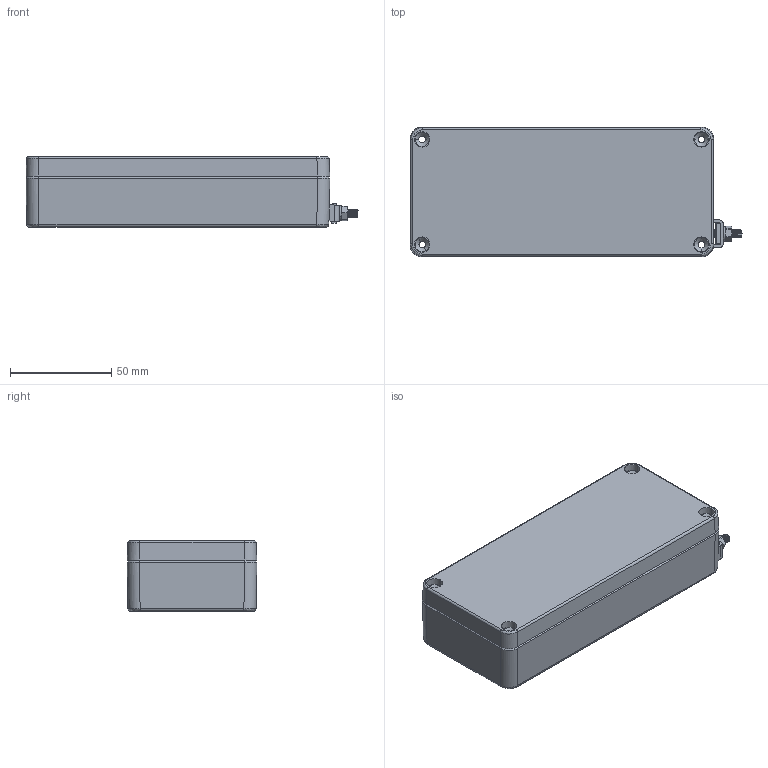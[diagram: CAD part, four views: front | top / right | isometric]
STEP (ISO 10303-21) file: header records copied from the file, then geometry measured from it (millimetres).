
FILE_DESCRIPTION(('FreeCAD Model'),'2;1');
FILE_NAME('GBAEX001506434.step', '2026-03-27T11:41:22',('Author'),(''), 'Open CASCADE STEP processor 7.3','FreeCAD','Unknown');
FILE_SCHEMA(('AUTOMOTIVE_DESIGN { 1 0 10303 214 1 1 1 1 }'));
Length unit declared in the file: millimetre
Products named in the file (4): GBAEX001506434; ALU_BASE_1506434; ALU_LID_1506434; M4_SINGLE_EARTHING
Assembly tree (3 placements, depth 2):
  GBAEX001506434
    ALU_BASE_1506434
    ALU_LID_1506434
    M4_SINGLE_EARTHING
Bounding box: 164.04 x 64.07 x 34.8 mm (x, y, z)
Volume: 103553.1 mm3; surface area: 69807.8 mm2
Topology: 2 solids, 7 shells, 636 faces, 2173 edges, 3381 vertices
Faces by surface type: cylinder 233, plane 201, bspline 110, cone 92
Entity records: 72856 total; most frequent: CARTESIAN_POINT 54638, ORIENTED_EDGE 3071, DIRECTION 2863, EDGE_CURVE 1556, VERTEX_POINT 977, AXIS2_PLACEMENT_3D 961, LINE 941, VECTOR 941
